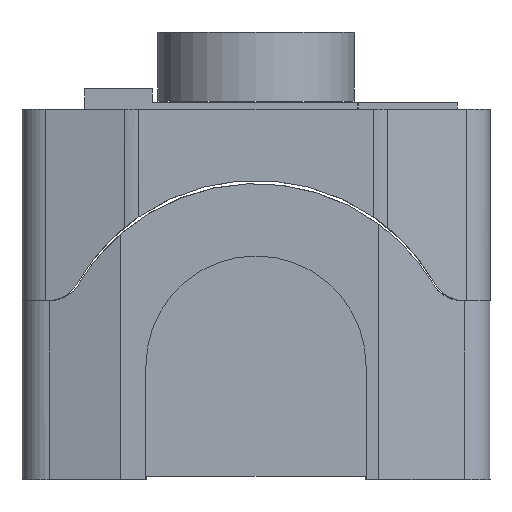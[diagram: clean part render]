
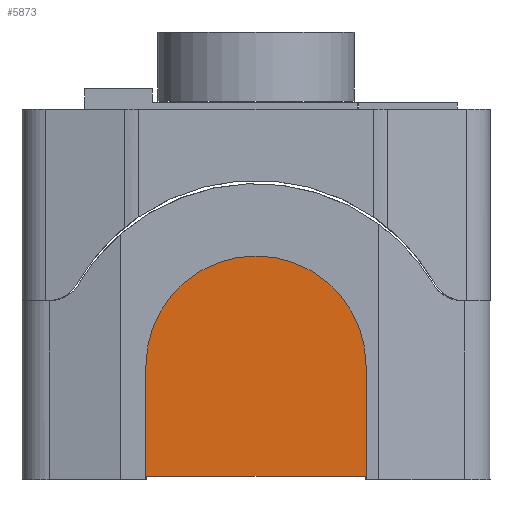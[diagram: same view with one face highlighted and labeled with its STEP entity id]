
A CAD part, front view. The second image highlights one B-rep face of the part: STEP entity #5873.
In plain terms, the highlighted planar face has unit normal (0, -1, 0).
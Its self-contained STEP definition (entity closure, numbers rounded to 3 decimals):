
#894=DIRECTION('',(1.,0.,0.));
#895=VECTOR('',#894,0.108);
#896=CARTESIAN_POINT('',(49.892,3.75,0.));
#897=LINE('',#896,#895);
#1121=DIRECTION('',(1.,0.,0.));
#1122=VECTOR('',#1121,0.108);
#1123=CARTESIAN_POINT('',(18.,3.75,0.));
#1124=LINE('',#1123,#1122);
#1552=DIRECTION('',(1.,0.,0.));
#1553=VECTOR('',#1552,31.784);
#1554=CARTESIAN_POINT('',(18.108,3.75,0.5));
#1555=LINE('',#1554,#1553);
#1556=DIRECTION('',(0.,0.,1.));
#1557=VECTOR('',#1556,0.5);
#1558=CARTESIAN_POINT('',(18.108,3.75,0.));
#1559=LINE('',#1558,#1557);
#1560=DIRECTION('',(0.,0.,-1.));
#1561=VECTOR('',#1560,16.5);
#1562=CARTESIAN_POINT('',(18.,3.75,16.5));
#1563=LINE('',#1562,#1561);
#1564=CARTESIAN_POINT('',(34.,3.75,16.5));
#1565=DIRECTION('',(0.,-1.,0.));
#1566=DIRECTION('',(1.,0.,0.));
#1567=AXIS2_PLACEMENT_3D('',#1564,#1565,#1566);
#1569=DIRECTION('',(0.,0.,1.));
#1570=VECTOR('',#1569,16.5);
#1571=CARTESIAN_POINT('',(50.,3.75,0.));
#1572=LINE('',#1571,#1570);
#1573=DIRECTION('',(0.,0.,1.));
#1574=VECTOR('',#1573,0.5);
#1575=CARTESIAN_POINT('',(49.892,3.75,0.));
#1576=LINE('',#1575,#1574);
#3481=CARTESIAN_POINT('',(18.108,3.75,0.5));
#3482=CARTESIAN_POINT('',(49.892,3.75,0.5));
#3483=VERTEX_POINT('',#3481);
#3484=VERTEX_POINT('',#3482);
#3566=CARTESIAN_POINT('',(50.,3.75,16.5));
#3567=CARTESIAN_POINT('',(18.,3.75,16.5));
#3568=VERTEX_POINT('',#3566);
#3569=VERTEX_POINT('',#3567);
#3571=CARTESIAN_POINT('',(50.,3.75,0.));
#3573=VERTEX_POINT('',#3571);
#3575=CARTESIAN_POINT('',(18.,3.75,0.));
#3577=VERTEX_POINT('',#3575);
#3586=CARTESIAN_POINT('',(18.108,3.75,0.));
#3587=VERTEX_POINT('',#3586);
#3588=CARTESIAN_POINT('',(49.892,3.75,0.));
#3589=VERTEX_POINT('',#3588);
#5854=CARTESIAN_POINT('',(0.,3.75,0.));
#5855=DIRECTION('',(0.,-1.,0.));
#5856=DIRECTION('',(1.,0.,0.));
#5857=AXIS2_PLACEMENT_3D('',#5854,#5855,#5856);
#5858=PLANE('',#5857);
#5859=ORIENTED_EDGE('',*,*,#5365,.F.);
#5861=ORIENTED_EDGE('',*,*,#5860,.F.);
#5862=ORIENTED_EDGE('',*,*,#5430,.F.);
#5864=ORIENTED_EDGE('',*,*,#5863,.F.);
#5866=ORIENTED_EDGE('',*,*,#5865,.F.);
#5867=ORIENTED_EDGE('',*,*,#5846,.F.);
#5868=ORIENTED_EDGE('',*,*,#5284,.F.);
#5870=ORIENTED_EDGE('',*,*,#5869,.T.);
#5871=EDGE_LOOP('',(#5859,#5861,#5862,#5864,#5866,#5867,#5868,#5870));
#5872=FACE_OUTER_BOUND('',#5871,.F.);
#1568=CIRCLE('',#1567,16.);
#5284=EDGE_CURVE('',#3589,#3573,#897,.T.);
#5365=EDGE_CURVE('',#3483,#3484,#1555,.T.);
#5430=EDGE_CURVE('',#3577,#3587,#1124,.T.);
#5846=EDGE_CURVE('',#3573,#3568,#1572,.T.);
#5860=EDGE_CURVE('',#3587,#3483,#1559,.T.);
#5863=EDGE_CURVE('',#3569,#3577,#1563,.T.);
#5865=EDGE_CURVE('',#3568,#3569,#1568,.T.);
#5869=EDGE_CURVE('',#3589,#3484,#1576,.T.);
#5873=ADVANCED_FACE('',(#5872),#5858,.T.);
